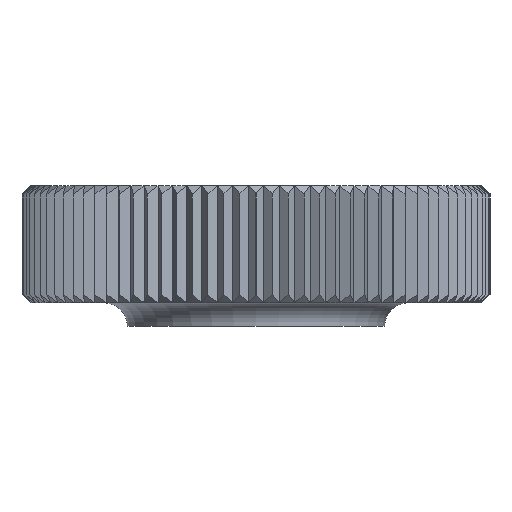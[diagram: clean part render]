
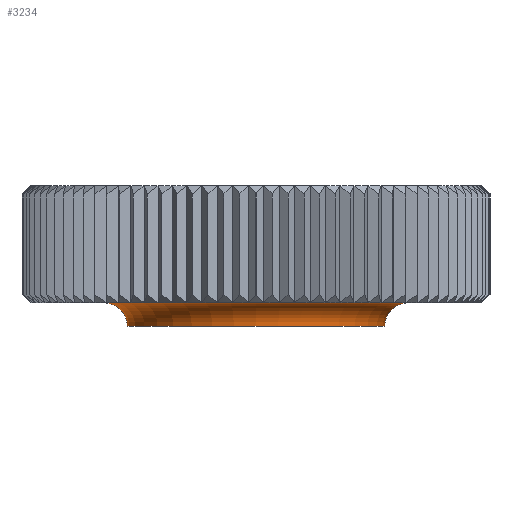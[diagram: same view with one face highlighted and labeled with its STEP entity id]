
A CAD part, front view. The second image highlights one B-rep face of the part: STEP entity #3234.
In plain terms, the highlighted toroidal (fillet/blend) face has major radius 13 mm and minor radius 2 mm.
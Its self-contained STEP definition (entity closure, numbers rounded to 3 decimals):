
#2298=VERTEX_POINT('',#6479);
#3104=EDGE_CURVE('',#3652,#6174,#7381,.T.);
#3234=ADVANCED_FACE('',(#7522),#7523,.F.);
#3452=EDGE_CURVE('',#6174,#3628,#7771,.T.);
#3628=VERTEX_POINT('',#7970);
#3652=VERTEX_POINT('',#7995);
#4256=EDGE_CURVE('',#3652,#2298,#8675,.T.);
#5232=EDGE_CURVE('',#3628,#2298,#9754,.T.);
#6174=VERTEX_POINT('',#10795);
#6479=CARTESIAN_POINT('',(-13.0,0.,2.));
#7381=CIRCLE('',#13107,2.);
#7522=FACE_OUTER_BOUND('',#13425,.T.);
#7523=TOROIDAL_SURFACE('',#13426,13.0,2.);
#7771=CIRCLE('',#13919,11.0);
#7970=CARTESIAN_POINT('',(-11.0,0.,0.));
#7995=CARTESIAN_POINT('',(13.0,0.,2.));
#8675=CIRCLE('',#15668,13.0);
#9754=CIRCLE('',#17872,2.);
#10795=CARTESIAN_POINT('',(11.0,0.,0.));
#13107=AXIS2_PLACEMENT_3D('',#21516,#21517,#21518);
#13425=EDGE_LOOP('',(#21651,#21652,#21653,#21654));
#13426=AXIS2_PLACEMENT_3D('',#21655,#21656,#21657);
#13919=AXIS2_PLACEMENT_3D('',#21955,#21956,#21957);
#15668=AXIS2_PLACEMENT_3D('',#23028,#23029,#23030);
#17872=AXIS2_PLACEMENT_3D('',#24255,#24256,#24257);
#21516=CARTESIAN_POINT('',(13.0,0.,0.));
#21517=DIRECTION('',(0.,-1.0,-0.0));
#21518=DIRECTION('',(1.0,0.,0.0));
#21651=ORIENTED_EDGE('',*,*,#3104,.F.);
#21652=ORIENTED_EDGE('',*,*,#4256,.T.);
#21653=ORIENTED_EDGE('',*,*,#5232,.F.);
#21654=ORIENTED_EDGE('',*,*,#3452,.F.);
#21655=CARTESIAN_POINT('',(0.,0.,0.));
#21656=DIRECTION('',(0.0,0.0,-1.0));
#21657=DIRECTION('',(-1.0,0.0,0.0));
#21955=CARTESIAN_POINT('',(0.,0.,0.));
#21956=DIRECTION('',(0.0,0.0,-1.0));
#21957=DIRECTION('',(1.0,0.,0.0));
#23028=CARTESIAN_POINT('',(0.,0.,2.));
#23029=DIRECTION('',(0.0,0.0,-1.0));
#23030=DIRECTION('',(1.0,0.,0.0));
#24255=CARTESIAN_POINT('',(-13.0,0.,0.));
#24256=DIRECTION('',(0.,-1.0,-0.0));
#24257=DIRECTION('',(-1.0,0.,0.0));
